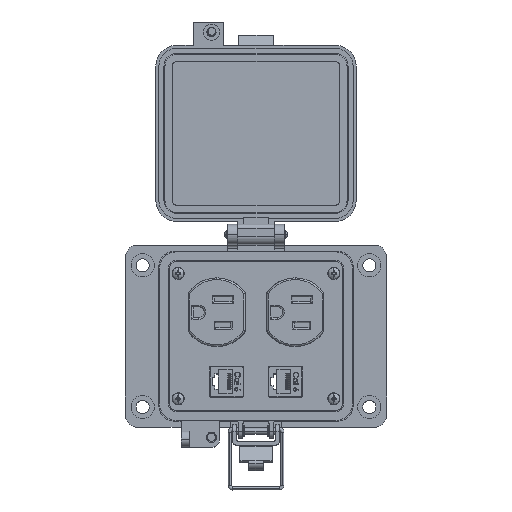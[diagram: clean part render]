
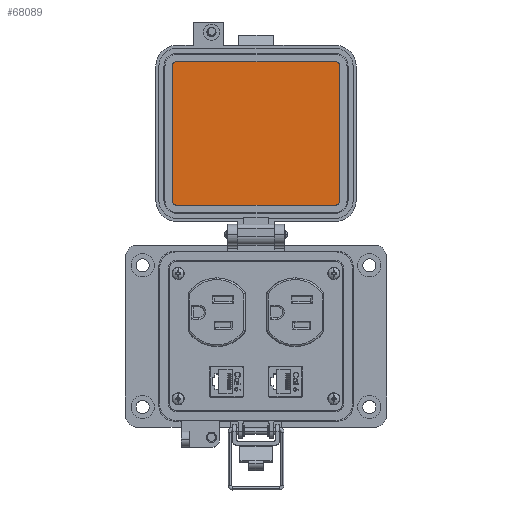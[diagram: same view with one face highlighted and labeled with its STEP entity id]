
A CAD part, top view. The second image highlights one B-rep face of the part: STEP entity #68089.
In plain terms, the highlighted planar face has unit normal (0, 0, 1).
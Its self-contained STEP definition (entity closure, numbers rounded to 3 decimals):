
#1369 = CARTESIAN_POINT ( 'NONE',  ( 35.912, 57.705, 19.202 ) ) ;
#1437 = CARTESIAN_POINT ( 'NONE',  ( 38.212, 126.389, 19.202 ) ) ;
#3199 = ORIENTED_EDGE ( 'NONE', *, *, #50098, .F. ) ;
#3774 = EDGE_CURVE ( 'NONE', #9832, #27959, #31035, .T. ) ;
#4412 = CARTESIAN_POINT ( 'NONE',  ( -42.469, 57.705, 19.202 ) ) ;
#4959 = FACE_OUTER_BOUND ( 'NONE', #61488, .T. ) ;
#5322 = DIRECTION ( 'NONE',  ( -1., 0., 0. ) ) ;
#5859 = CARTESIAN_POINT ( 'NONE',  ( 35.912, 60.004, 19.202 ) ) ;
#7708 = VERTEX_POINT ( 'NONE', #4412 ) ;
#8773 = DIRECTION ( 'NONE',  ( 0., 1., 0. ) ) ;
#8900 = AXIS2_PLACEMENT_3D ( 'NONE', #74004, #51557, #22739 ) ;
#9541 = CARTESIAN_POINT ( 'NONE',  ( -3.279, 128.688, 19.202 ) ) ;
#9832 = VERTEX_POINT ( 'NONE', #34943 ) ;
#14475 = CARTESIAN_POINT ( 'NONE',  ( 35.912, 128.688, 19.202 ) ) ;
#15862 = VERTEX_POINT ( 'NONE', #35106 ) ;
#15888 = ORIENTED_EDGE ( 'NONE', *, *, #16582, .F. ) ;
#16582 = EDGE_CURVE ( 'NONE', #18211, #7708, #40819, .T. ) ;
#17699 = CARTESIAN_POINT ( 'NONE',  ( 38.212, 93.196, 19.202 ) ) ;
#17989 = DIRECTION ( 'NONE',  ( -1., 0., 0. ) ) ;
#18211 = VERTEX_POINT ( 'NONE', #1369 ) ;
#18288 = VERTEX_POINT ( 'NONE', #14475 ) ;
#18545 = CIRCLE ( 'NONE', #72323, 2.299 ) ;
#19895 = VECTOR ( 'NONE', #61183, 1000. ) ;
#20675 = VECTOR ( 'NONE', #17989, 1000. ) ;
#21127 = LINE ( 'NONE', #66419, #28824 ) ;
#22193 = PLANE ( 'NONE',  #38896 ) ;
#22719 = DIRECTION ( 'NONE',  ( 0., 0., -1. ) ) ;
#22739 = DIRECTION ( 'NONE',  ( 1., 0., 0. ) ) ;
#24447 = DIRECTION ( 'NONE',  ( 1., 0., 0. ) ) ;
#25166 = AXIS2_PLACEMENT_3D ( 'NONE', #52899, #65228, #24447 ) ;
#25306 = ORIENTED_EDGE ( 'NONE', *, *, #40495, .F. ) ;
#27081 = EDGE_CURVE ( 'NONE', #60985, #9832, #21127, .T. ) ;
#27959 = VERTEX_POINT ( 'NONE', #68083 ) ;
#28824 = VECTOR ( 'NONE', #8773, 1000. ) ;
#31035 = CIRCLE ( 'NONE', #38180, 2.299 ) ;
#32347 = CIRCLE ( 'NONE', #25166, 2.299 ) ;
#33660 = ORIENTED_EDGE ( 'NONE', *, *, #3774, .F. ) ;
#34546 = LINE ( 'NONE', #17699, #68816 ) ;
#34943 = CARTESIAN_POINT ( 'NONE',  ( -44.769, 126.389, 19.202 ) ) ;
#35106 = CARTESIAN_POINT ( 'NONE',  ( 38.212, 60.004, 19.202 ) ) ;
#38180 = AXIS2_PLACEMENT_3D ( 'NONE', #70621, #65387, #48916 ) ;
#38896 = AXIS2_PLACEMENT_3D ( 'NONE', #45024, #67860, #5322 ) ;
#40495 = EDGE_CURVE ( 'NONE', #7708, #60985, #32347, .T. ) ;
#40819 = LINE ( 'NONE', #63268, #20675 ) ;
#41184 = CIRCLE ( 'NONE', #8900, 2.299 ) ;
#45024 = CARTESIAN_POINT ( 'NONE',  ( 39.871, 130.108, 19.202 ) ) ;
#45547 = DIRECTION ( 'NONE',  ( 0., -1., 0. ) ) ;
#48916 = DIRECTION ( 'NONE',  ( 0., -1., 0. ) ) ;
#50098 = EDGE_CURVE ( 'NONE', #27959, #18288, #66075, .T. ) ;
#51557 = DIRECTION ( 'NONE',  ( 0., 0., -1. ) ) ;
#52899 = CARTESIAN_POINT ( 'NONE',  ( -42.469, 60.004, 19.202 ) ) ;
#54412 = ORIENTED_EDGE ( 'NONE', *, *, #61496, .F. ) ;
#58744 = EDGE_CURVE ( 'NONE', #15862, #18211, #18545, .T. ) ;
#60985 = VERTEX_POINT ( 'NONE', #73932 ) ;
#61183 = DIRECTION ( 'NONE',  ( 1., 0., 0. ) ) ;
#61488 = EDGE_LOOP ( 'NONE', ( #72461, #54412, #69960, #3199, #33660, #61572, #25306, #15888 ) ) ;
#61496 = EDGE_CURVE ( 'NONE', #62668, #15862, #34546, .T. ) ;
#61572 = ORIENTED_EDGE ( 'NONE', *, *, #27081, .F. ) ;
#62668 = VERTEX_POINT ( 'NONE', #1437 ) ;
#63268 = CARTESIAN_POINT ( 'NONE',  ( -3.279, 57.705, 19.202 ) ) ;
#65228 = DIRECTION ( 'NONE',  ( 0., 0., -1. ) ) ;
#65387 = DIRECTION ( 'NONE',  ( 0., 0., -1. ) ) ;
#66075 = LINE ( 'NONE', #9541, #19895 ) ;
#66419 = CARTESIAN_POINT ( 'NONE',  ( -44.769, 93.196, 19.202 ) ) ;
#67860 = DIRECTION ( 'NONE',  ( 0., 0., 1. ) ) ;
#68083 = CARTESIAN_POINT ( 'NONE',  ( -42.469, 128.688, 19.202 ) ) ;
#68089 = ADVANCED_FACE ( 'NONE', ( #4959 ), #22193, .T. ) ;
#68816 = VECTOR ( 'NONE', #73846, 1000. ) ;
#69006 = EDGE_CURVE ( 'NONE', #18288, #62668, #41184, .T. ) ;
#69960 = ORIENTED_EDGE ( 'NONE', *, *, #69006, .F. ) ;
#70621 = CARTESIAN_POINT ( 'NONE',  ( -42.469, 126.389, 19.202 ) ) ;
#72323 = AXIS2_PLACEMENT_3D ( 'NONE', #5859, #22719, #45547 ) ;
#72461 = ORIENTED_EDGE ( 'NONE', *, *, #58744, .F. ) ;
#73846 = DIRECTION ( 'NONE',  ( 0., -1., 0. ) ) ;
#73932 = CARTESIAN_POINT ( 'NONE',  ( -44.769, 60.004, 19.202 ) ) ;
#74004 = CARTESIAN_POINT ( 'NONE',  ( 35.912, 126.389, 19.202 ) ) ;
